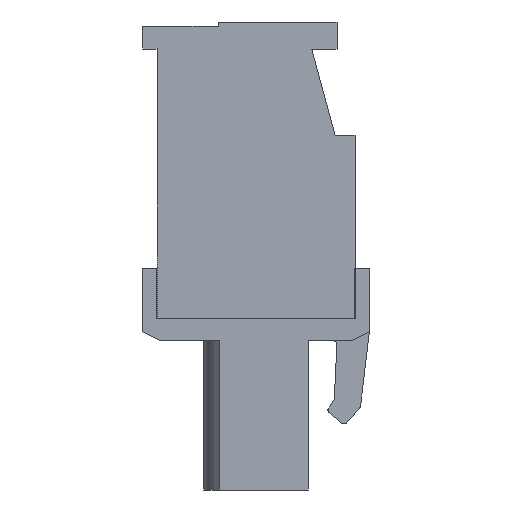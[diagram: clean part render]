
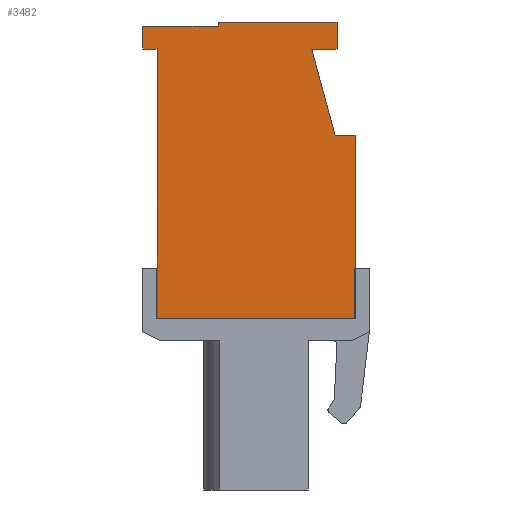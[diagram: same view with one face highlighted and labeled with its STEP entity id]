
A CAD part, left-side view. The second image highlights one B-rep face of the part: STEP entity #3482.
In plain terms, the highlighted planar face has unit normal (-1, 0, 0).
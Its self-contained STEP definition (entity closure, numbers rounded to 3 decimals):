
#3482 = ADVANCED_FACE( '', ( #7477 ), #7478, .T. );
#7477 = FACE_OUTER_BOUND( '', #12077, .T. );
#7478 = PLANE( '', #12078 );
#12077 = EDGE_LOOP( '', ( #21861, #21862, #21863, #21864, #21865, #21866, #21867, #21868, #21869, #21870, #21871, #21872 ) );
#12078 = AXIS2_PLACEMENT_3D( '', #21873, #21874, #21875 );
#21861 = ORIENTED_EDGE( '', *, *, #29732, .T. );
#21862 = ORIENTED_EDGE( '', *, *, #32118, .T. );
#21863 = ORIENTED_EDGE( '', *, *, #29491, .T. );
#21864 = ORIENTED_EDGE( '', *, *, #32036, .T. );
#21865 = ORIENTED_EDGE( '', *, *, #30897, .T. );
#21866 = ORIENTED_EDGE( '', *, *, #32119, .T. );
#21867 = ORIENTED_EDGE( '', *, *, #31248, .T. );
#21868 = ORIENTED_EDGE( '', *, *, #31382, .T. );
#21869 = ORIENTED_EDGE( '', *, *, #28972, .T. );
#21870 = ORIENTED_EDGE( '', *, *, #29677, .T. );
#21871 = ORIENTED_EDGE( '', *, *, #32120, .T. );
#21872 = ORIENTED_EDGE( '', *, *, #32121, .T. );
#21873 = CARTESIAN_POINT( '', ( -33.02, 0., 0. ) );
#21874 = DIRECTION( '', ( -1., 0., 0. ) );
#21875 = DIRECTION( '', ( 0., 0., 1. ) );
#28972 = EDGE_CURVE( '', #35187, #35185, #35188, .T. );
#29491 = EDGE_CURVE( '', #36091, #36092, #36093, .T. );
#29677 = EDGE_CURVE( '', #35185, #36400, #36401, .T. );
#29732 = EDGE_CURVE( '', #36486, #36487, #36488, .T. );
#30897 = EDGE_CURVE( '', #38321, #38322, #38323, .T. );
#31248 = EDGE_CURVE( '', #38833, #38831, #38834, .T. );
#31382 = EDGE_CURVE( '', #38831, #35187, #39030, .T. );
#32036 = EDGE_CURVE( '', #36092, #38321, #39938, .T. );
#32118 = EDGE_CURVE( '', #36487, #36091, #40040, .T. );
#32119 = EDGE_CURVE( '', #38322, #38833, #40041, .T. );
#32120 = EDGE_CURVE( '', #36400, #40042, #40043, .T. );
#32121 = EDGE_CURVE( '', #40042, #36486, #40044, .T. );
#35185 = VERTEX_POINT( '', #44059 );
#35187 = VERTEX_POINT( '', #44062 );
#35188 = LINE( '', #44063, #44064 );
#36091 = VERTEX_POINT( '', #45384 );
#36092 = VERTEX_POINT( '', #45385 );
#36093 = LINE( '', #45386, #45387 );
#36400 = VERTEX_POINT( '', #45828 );
#36401 = LINE( '', #45829, #45830 );
#36486 = VERTEX_POINT( '', #45953 );
#36487 = VERTEX_POINT( '', #45954 );
#36488 = LINE( '', #45955, #45956 );
#38321 = VERTEX_POINT( '', #48679 );
#38322 = VERTEX_POINT( '', #48680 );
#38323 = LINE( '', #48681, #48682 );
#38831 = VERTEX_POINT( '', #49437 );
#38833 = VERTEX_POINT( '', #49440 );
#38834 = LINE( '', #49441, #49442 );
#39030 = LINE( '', #49753, #49754 );
#39938 = LINE( '', #51126, #51127 );
#40040 = LINE( '', #51284, #51285 );
#40041 = LINE( '', #51286, #51287 );
#40042 = VERTEX_POINT( '', #51288 );
#40043 = LINE( '', #51289, #51290 );
#40044 = LINE( '', #51291, #51292 );
#44059 = CARTESIAN_POINT( '', ( -33.02, -5.5, 2.7 ) );
#44062 = CARTESIAN_POINT( '', ( -33.02, -5.5, -7.5 ) );
#44063 = CARTESIAN_POINT( '', ( -33.02, -5.5, -7.5 ) );
#44064 = VECTOR( '', #54465, 1000. );
#45384 = CARTESIAN_POINT( '', ( -33.02, 2.1, 9. ) );
#45385 = CARTESIAN_POINT( '', ( -33.02, 2.1, 8.75 ) );
#45386 = CARTESIAN_POINT( '', ( -33.02, 2.1, 9. ) );
#45387 = VECTOR( '', #54940, 1000. );
#45828 = CARTESIAN_POINT( '', ( -33.02, -4.4, 2.7 ) );
#45829 = CARTESIAN_POINT( '', ( -33.02, -5.5, 2.7 ) );
#45830 = VECTOR( '', #55114, 1000. );
#45953 = CARTESIAN_POINT( '', ( -33.02, -4.5, 7.5 ) );
#45954 = CARTESIAN_POINT( '', ( -33.02, -4.5, 9. ) );
#45955 = CARTESIAN_POINT( '', ( -33.02, -4.5, 7.5 ) );
#45956 = VECTOR( '', #55162, 1000. );
#48679 = CARTESIAN_POINT( '', ( -33.02, 6.3, 8.75 ) );
#48680 = CARTESIAN_POINT( '', ( -33.02, 6.3, 7.5 ) );
#48681 = CARTESIAN_POINT( '', ( -33.02, 6.3, 8.75 ) );
#48682 = VECTOR( '', #56236, 1000. );
#49437 = CARTESIAN_POINT( '', ( -33.02, 5.5, -7.5 ) );
#49440 = CARTESIAN_POINT( '', ( -33.02, 5.5, 7.5 ) );
#49441 = CARTESIAN_POINT( '', ( -33.02, 5.5, 7.5 ) );
#49442 = VECTOR( '', #56536, 1000. );
#49753 = CARTESIAN_POINT( '', ( -33.02, 5.5, -7.5 ) );
#49754 = VECTOR( '', #56667, 1000. );
#51126 = CARTESIAN_POINT( '', ( -33.02, 2.1, 8.75 ) );
#51127 = VECTOR( '', #57204, 1000. );
#51284 = CARTESIAN_POINT( '', ( -33.02, -4.5, 9. ) );
#51285 = VECTOR( '', #57266, 1000. );
#51286 = CARTESIAN_POINT( '', ( -33.02, 6.3, 7.5 ) );
#51287 = VECTOR( '', #57267, 1000. );
#51288 = CARTESIAN_POINT( '', ( -33.02, -3.1, 7.5 ) );
#51289 = CARTESIAN_POINT( '', ( -33.02, -4.4, 2.7 ) );
#51290 = VECTOR( '', #57268, 1000. );
#51291 = CARTESIAN_POINT( '', ( -33.02, -3.1, 7.5 ) );
#51292 = VECTOR( '', #57269, 1000. );
#54465 = DIRECTION( '', ( 0., 0., 1. ) );
#54940 = DIRECTION( '', ( 0., 0., -1. ) );
#55114 = DIRECTION( '', ( 0., 1., 0. ) );
#55162 = DIRECTION( '', ( 0., 0., 1. ) );
#56236 = DIRECTION( '', ( 0., 0., -1. ) );
#56536 = DIRECTION( '', ( 0., 0., -1. ) );
#56667 = DIRECTION( '', ( 0., -1., 0. ) );
#57204 = DIRECTION( '', ( 0., 1., 0. ) );
#57266 = DIRECTION( '', ( 0., 1., 0. ) );
#57267 = DIRECTION( '', ( 0., -1., 0. ) );
#57268 = DIRECTION( '', ( 0., 0.261, 0.965 ) );
#57269 = DIRECTION( '', ( 0., -1., 0. ) );
